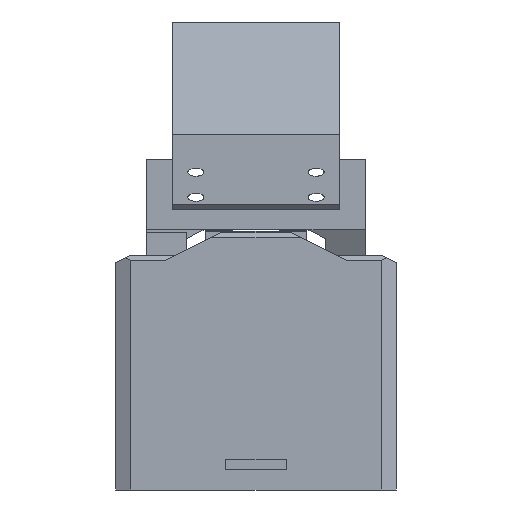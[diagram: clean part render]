
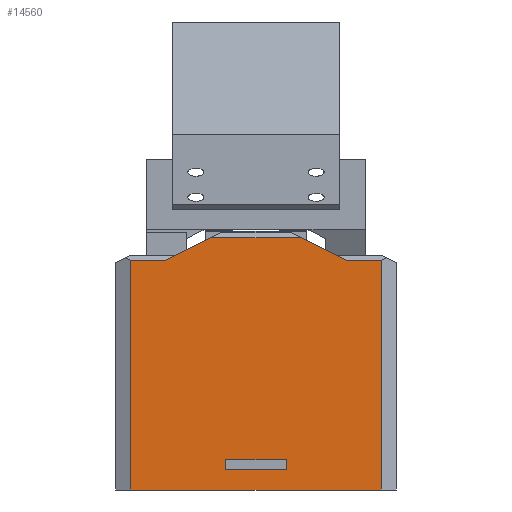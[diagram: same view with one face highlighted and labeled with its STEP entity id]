
A CAD part, left-side view. The second image highlights one B-rep face of the part: STEP entity #14560.
In plain terms, the highlighted planar face has unit normal (-1, 0, 0).
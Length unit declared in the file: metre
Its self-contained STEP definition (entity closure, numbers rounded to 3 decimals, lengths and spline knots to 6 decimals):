
#934=LINE('',#23033,#2472);
#1286=LINE('',#26197,#2824);
#1288=LINE('',#26201,#2826);
#1289=LINE('',#26204,#2827);
#1290=LINE('',#26206,#2828);
#1291=LINE('',#26208,#2829);
#1292=LINE('',#26209,#2830);
#1293=LINE('',#26211,#2831);
#1294=LINE('',#26212,#2832);
#1295=LINE('',#26214,#2833);
#1296=LINE('',#26216,#2834);
#1297=LINE('',#26218,#2835);
#2472=VECTOR('',#18237,1.);
#2824=VECTOR('',#18837,1.);
#2826=VECTOR('',#18841,1.);
#2827=VECTOR('',#18842,1.);
#2828=VECTOR('',#18843,1.);
#2829=VECTOR('',#18844,1.);
#2830=VECTOR('',#18845,1.);
#2831=VECTOR('',#18846,1.);
#2832=VECTOR('',#18847,1.);
#2833=VECTOR('',#18848,1.);
#2834=VECTOR('',#18849,1.);
#2835=VECTOR('',#18850,1.);
#6075=ORIENTED_EDGE('',*,*,#9095,.T.);
#6076=ORIENTED_EDGE('',*,*,#9096,.T.);
#6077=ORIENTED_EDGE('',*,*,#9097,.T.);
#6078=ORIENTED_EDGE('',*,*,#9098,.T.);
#6079=ORIENTED_EDGE('',*,*,#9099,.F.);
#6080=ORIENTED_EDGE('',*,*,#8461,.F.);
#6081=ORIENTED_EDGE('',*,*,#9100,.F.);
#6082=ORIENTED_EDGE('',*,*,#9093,.F.);
#6083=ORIENTED_EDGE('',*,*,#9101,.F.);
#6084=ORIENTED_EDGE('',*,*,#9102,.F.);
#6085=ORIENTED_EDGE('',*,*,#9103,.F.);
#6086=ORIENTED_EDGE('',*,*,#9104,.F.);
#8461=EDGE_CURVE('',#10328,#10329,#934,.T.);
#9093=EDGE_CURVE('',#10754,#10755,#1286,.T.);
#9095=EDGE_CURVE('',#10756,#10757,#1288,.T.);
#9096=EDGE_CURVE('',#10757,#10758,#1289,.T.);
#9097=EDGE_CURVE('',#10758,#10759,#1290,.T.);
#9098=EDGE_CURVE('',#10759,#10756,#1291,.T.);
#9099=EDGE_CURVE('',#10329,#10760,#1292,.T.);
#9100=EDGE_CURVE('',#10755,#10328,#1293,.T.);
#9101=EDGE_CURVE('',#10761,#10754,#1294,.T.);
#9102=EDGE_CURVE('',#10762,#10761,#1295,.T.);
#9103=EDGE_CURVE('',#10763,#10762,#1296,.T.);
#9104=EDGE_CURVE('',#10760,#10763,#1297,.T.);
#10328=VERTEX_POINT('',#23032);
#10329=VERTEX_POINT('',#23034);
#10754=VERTEX_POINT('',#26196);
#10755=VERTEX_POINT('',#26198);
#10756=VERTEX_POINT('',#26202);
#10757=VERTEX_POINT('',#26203);
#10758=VERTEX_POINT('',#26205);
#10759=VERTEX_POINT('',#26207);
#10760=VERTEX_POINT('',#26210);
#10761=VERTEX_POINT('',#26213);
#10762=VERTEX_POINT('',#26215);
#10763=VERTEX_POINT('',#26217);
#11920=EDGE_LOOP('',(#6075,#6076,#6077,#6078));
#11921=EDGE_LOOP('',(#6079,#6080,#6081,#6082,#6083,#6084,#6085,#6086));
#12887=FACE_BOUND('',#11920,.T.);
#12888=FACE_BOUND('',#11921,.T.);
#13580=PLANE('',#16873);
#14560=ADVANCED_FACE('',(#12887,#12888),#13580,.T.);
#16873=AXIS2_PLACEMENT_3D('',#26200,#18839,#18840);
#18237=DIRECTION('',(0.,1.,0.));
#18837=DIRECTION('',(0.,-1.,0.));
#18839=DIRECTION('',(-1.,0.,0.));
#18840=DIRECTION('',(0.,1.,0.));
#18841=DIRECTION('',(0.,1.,0.));
#18842=DIRECTION('',(0.,0.,1.));
#18843=DIRECTION('',(0.,-1.,0.));
#18844=DIRECTION('',(0.,0.,-1.));
#18845=DIRECTION('',(0.,0.,1.));
#18846=DIRECTION('',(0.,0.,-1.));
#18847=DIRECTION('',(0.,-0.894,-0.447));
#18848=DIRECTION('',(0.,-1.,0.));
#18849=DIRECTION('',(0.,-0.894,0.447));
#18850=DIRECTION('',(0.,-1.,0.));
#23032=CARTESIAN_POINT('',(-0.05175,-0.025,0.022));
#23033=CARTESIAN_POINT('',(-0.05175,-0.028,0.022));
#23034=CARTESIAN_POINT('',(-0.05175,0.025,0.022));
#26196=CARTESIAN_POINT('',(-0.05175,-0.018,0.0679));
#26197=CARTESIAN_POINT('',(-0.05175,-0.014,0.0679));
#26198=CARTESIAN_POINT('',(-0.05175,-0.025,0.0679));
#26200=CARTESIAN_POINT('',(-0.05175,-0.028,0.026));
#26201=CARTESIAN_POINT('',(-0.05175,-0.017,0.026));
#26202=CARTESIAN_POINT('',(-0.05175,-0.006,0.026));
#26203=CARTESIAN_POINT('',(-0.05175,0.006,0.026));
#26204=CARTESIAN_POINT('',(-0.05175,0.006,0.026));
#26205=CARTESIAN_POINT('',(-0.05175,0.006,0.028));
#26206=CARTESIAN_POINT('',(-0.05175,-0.011,0.028));
#26207=CARTESIAN_POINT('',(-0.05175,-0.006,0.028));
#26208=CARTESIAN_POINT('',(-0.05175,-0.006,0.027));
#26209=CARTESIAN_POINT('',(-0.05175,0.025,0.026));
#26210=CARTESIAN_POINT('',(-0.05175,0.025,0.0679));
#26211=CARTESIAN_POINT('',(-0.05175,-0.025,0.026));
#26212=CARTESIAN_POINT('',(-0.05175,-0.0382,0.0578));
#26213=CARTESIAN_POINT('',(-0.05175,-0.009,0.0724));
#26214=CARTESIAN_POINT('',(-0.05175,-0.0175,0.0724));
#26215=CARTESIAN_POINT('',(-0.05175,0.009,0.0724));
#26216=CARTESIAN_POINT('',(-0.05175,0.0242,0.0648));
#26217=CARTESIAN_POINT('',(-0.05175,0.018,0.0679));
#26218=CARTESIAN_POINT('',(-0.05175,-0.014,0.0679));
